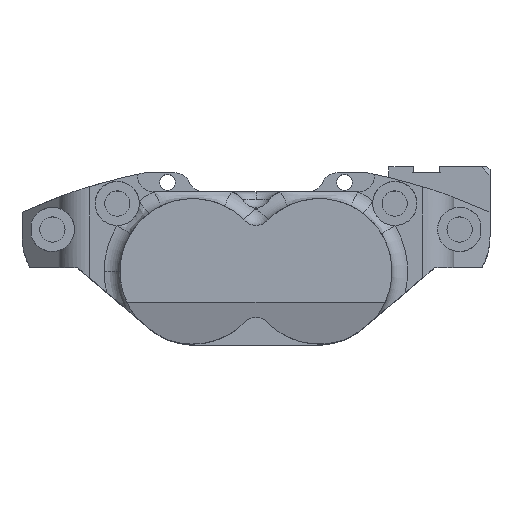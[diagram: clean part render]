
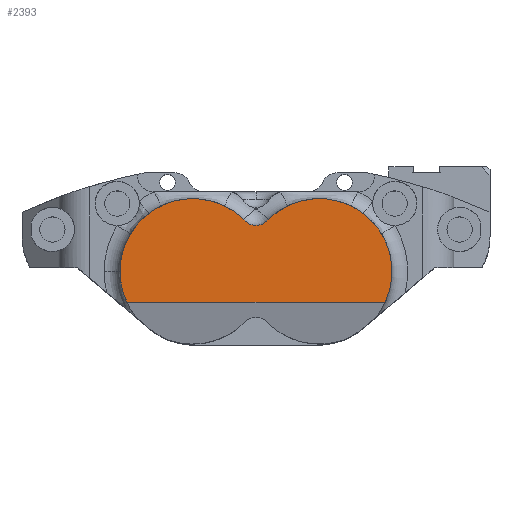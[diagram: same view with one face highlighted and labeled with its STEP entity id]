
A CAD part, top view. The second image highlights one B-rep face of the part: STEP entity #2393.
In plain terms, the highlighted planar face has unit normal (0, 0, 1).
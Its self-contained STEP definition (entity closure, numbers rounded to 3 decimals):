
#17 = DIRECTION ( 'NONE',  ( 0., 0., 1. ) ) ;
#115 = EDGE_CURVE ( 'NONE', #13561, #402, #12370, .T. ) ;
#181 = DIRECTION ( 'NONE',  ( -1., 0., 0. ) ) ;
#402 = VERTEX_POINT ( 'NONE', #10956 ) ;
#1101 = AXIS2_PLACEMENT_3D ( 'NONE', #6456, #3866, #13039 ) ;
#1546 = CARTESIAN_POINT ( 'NONE',  ( -35.808, -6.932, 81.9 ) ) ;
#2393 = ADVANCED_FACE ( 'NONE', ( #8622 ), #2539, .F. ) ;
#2526 = VECTOR ( 'NONE', #13650, 1000. ) ;
#2539 = PLANE ( 'NONE',  #1101 ) ;
#2887 = DIRECTION ( 'NONE',  ( -1., 0., 0. ) ) ;
#3255 = AXIS2_PLACEMENT_3D ( 'NONE', #15909, #8057, #181 ) ;
#3535 = EDGE_CURVE ( 'NONE', #5146, #12798, #12515, .T. ) ;
#3595 = CARTESIAN_POINT ( 'NONE',  ( -19.757, 9.541, 81.9 ) ) ;
#3625 = CARTESIAN_POINT ( 'NONE',  ( 25.026, -16.677, 81.9 ) ) ;
#3866 = DIRECTION ( 'NONE',  ( 0., 0., -1. ) ) ;
#4718 = DIRECTION ( 'NONE',  ( 0., 0., 1. ) ) ;
#5146 = VERTEX_POINT ( 'NONE', #3625 ) ;
#5857 = CARTESIAN_POINT ( 'NONE',  ( -11.859, 9.541, 81.9 ) ) ;
#5863 = ORIENTED_EDGE ( 'NONE', *, *, #8633, .F. ) ;
#6014 = LINE ( 'NONE', #12338, #2526 ) ;
#6238 = CARTESIAN_POINT ( 'NONE',  ( -58.808, -6.932, 81.9 ) ) ;
#6282 = EDGE_LOOP ( 'NONE', ( #5863, #10962, #9812, #10044, #6903 ) ) ;
#6456 = CARTESIAN_POINT ( 'NONE',  ( -82.6, -30.232, 81.9 ) ) ;
#6903 = ORIENTED_EDGE ( 'NONE', *, *, #115, .T. ) ;
#7891 = CARTESIAN_POINT ( 'NONE',  ( -35.808, -6.932, 81.9 ) ) ;
#8057 = DIRECTION ( 'NONE',  ( 0., 0., 1. ) ) ;
#8622 = FACE_OUTER_BOUND ( 'NONE', #6282, .T. ) ;
#8633 = EDGE_CURVE ( 'NONE', #5146, #402, #6014, .T. ) ;
#8834 = VERTEX_POINT ( 'NONE', #3595 ) ;
#9236 = DIRECTION ( 'NONE',  ( -1., 0., 0. ) ) ;
#9812 = ORIENTED_EDGE ( 'NONE', *, *, #14670, .F. ) ;
#10044 = ORIENTED_EDGE ( 'NONE', *, *, #14149, .T. ) ;
#10647 = CIRCLE ( 'NONE', #11502, 23. ) ;
#10762 = DIRECTION ( 'NONE',  ( 0., 0., 1. ) ) ;
#10956 = CARTESIAN_POINT ( 'NONE',  ( -56.641, -16.677, 81.9 ) ) ;
#10962 = ORIENTED_EDGE ( 'NONE', *, *, #3535, .T. ) ;
#11225 = CIRCLE ( 'NONE', #17000, 5.035 ) ;
#11502 = AXIS2_PLACEMENT_3D ( 'NONE', #1546, #10762, #2887 ) ;
#12338 = CARTESIAN_POINT ( 'NONE',  ( -82.6, -16.677, 81.9 ) ) ;
#12370 = CIRCLE ( 'NONE', #13523, 23. ) ;
#12515 = CIRCLE ( 'NONE', #3255, 23. ) ;
#12598 = CARTESIAN_POINT ( 'NONE',  ( -15.808, 12.663, 81.9 ) ) ;
#12798 = VERTEX_POINT ( 'NONE', #5857 ) ;
#13039 = DIRECTION ( 'NONE',  ( -1., 0., 0. ) ) ;
#13523 = AXIS2_PLACEMENT_3D ( 'NONE', #7891, #17, #9236 ) ;
#13561 = VERTEX_POINT ( 'NONE', #6238 ) ;
#13650 = DIRECTION ( 'NONE',  ( -1., 0., 0. ) ) ;
#13920 = DIRECTION ( 'NONE',  ( 1., 0., 0. ) ) ;
#14149 = EDGE_CURVE ( 'NONE', #8834, #13561, #10647, .T. ) ;
#14670 = EDGE_CURVE ( 'NONE', #8834, #12798, #11225, .T. ) ;
#15909 = CARTESIAN_POINT ( 'NONE',  ( 4.192, -6.932, 81.9 ) ) ;
#17000 = AXIS2_PLACEMENT_3D ( 'NONE', #12598, #4718, #13920 ) ;
